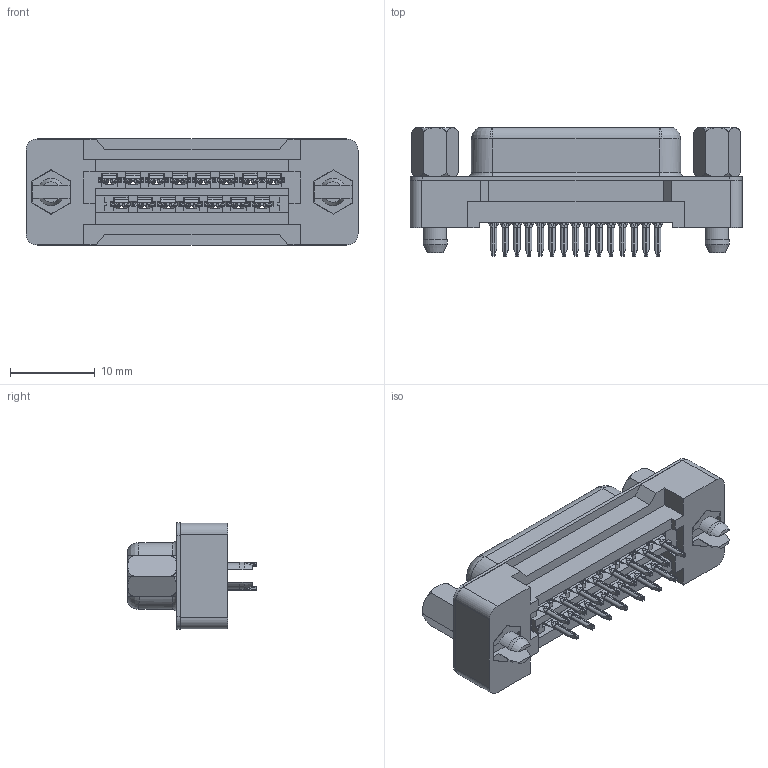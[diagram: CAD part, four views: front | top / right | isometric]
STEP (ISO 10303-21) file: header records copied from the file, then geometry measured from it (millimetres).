
FILE_DESCRIPTION((''),'2;1');
FILE_NAME('192-15205129-A1_ASM','2018-12-13T',('admin'),(''),'PRO/ENGINEER BY PARAMETRIC TECHNOLOGY CORPORATION, 2009280','PRO/ENGINEER BY PARAMETRIC TECHNOLOGY CORPORATION, 2009280','');
FILE_SCHEMA(('CONFIG_CONTROL_DESIGN'));
Length unit declared in the file: millimetre
Products named in the file (6): 8031522183001; 802150220301; 805602240342; 81442120180612; 80911100580113; 192-15205129-A1_ASM
Assembly tree (21 placements, depth 2):
  192-15205129-A1_ASM
    8031522183001
    802150220301
    805602240342  x15
    81442120180612  x2
    80911100580113  x2
Bounding box: 39.2 x 15.2 x 12.55 mm (x, y, z)
Volume: 2806.7 mm3; surface area: 6564.3 mm2
Topology: 21 solids, 21 shells, 2359 faces, 5849 edges, 3546 vertices
Faces by surface type: plane 1099, bspline 629, cylinder 395, cone 212, torus 24
Entity records: 30128 total; most frequent: CARTESIAN_POINT 11741, ORIENTED_EDGE 3930, DIRECTION 3504, EDGE_CURVE 1965, VECTOR 1446, LINE 1446, VERTEX_POINT 1239, AXIS2_PLACEMENT_3D 1029
